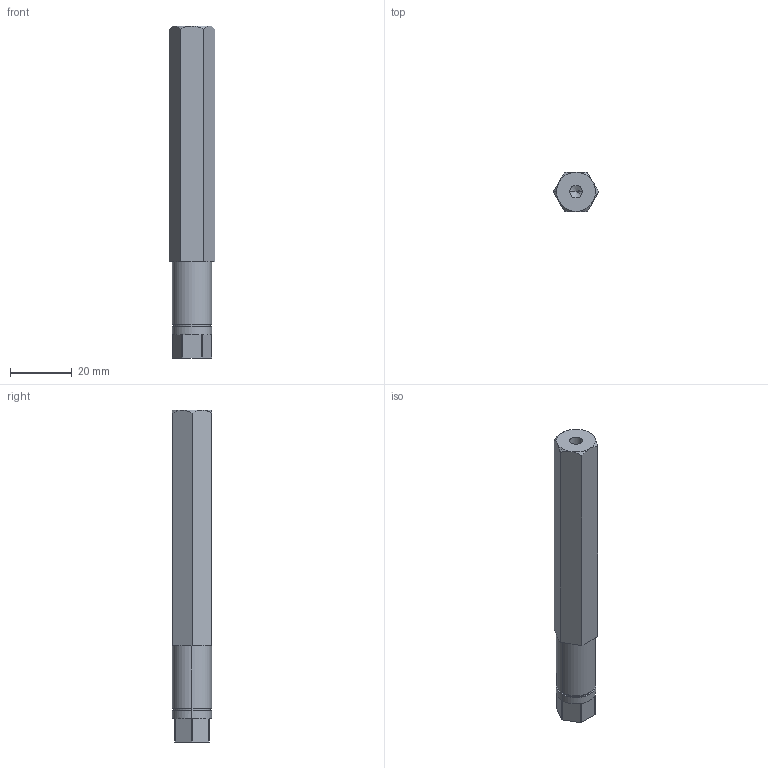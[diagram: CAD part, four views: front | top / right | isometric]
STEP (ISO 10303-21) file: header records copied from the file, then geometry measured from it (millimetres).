
FILE_DESCRIPTION (( 'STEP AP203' ), '1' );
FILE_NAME ('am-3791 - 3000 x 500 Hex Shaft.STEP', '2017-11-16T19:29:47', ( '' ), ( '' ), 'SwSTEP 2.0', 'SolidWorks 2017', '' );
FILE_SCHEMA (( 'CONFIG_CONTROL_DESIGN' ));
Length unit declared in the file: inch
Products named in the file (1): am-3791 - 3000 x 500 Hex Shaft
Bounding box: 14.64 x 12.67 x 107.44 mm (x, y, z)
Volume: 14224.6 mm3; surface area: 5028.9 mm2
Topology: 1 solids, 1 shells, 45 faces, 108 edges, 66 vertices
Faces by surface type: plane 28, cone 9, cylinder 8
Entity records: 1420 total; most frequent: CARTESIAN_POINT 294, DIRECTION 227, ORIENTED_EDGE 212, EDGE_CURVE 106, AXIS2_PLACEMENT_3D 87, VERTEX_POINT 66, LINE 53, VECTOR 53
